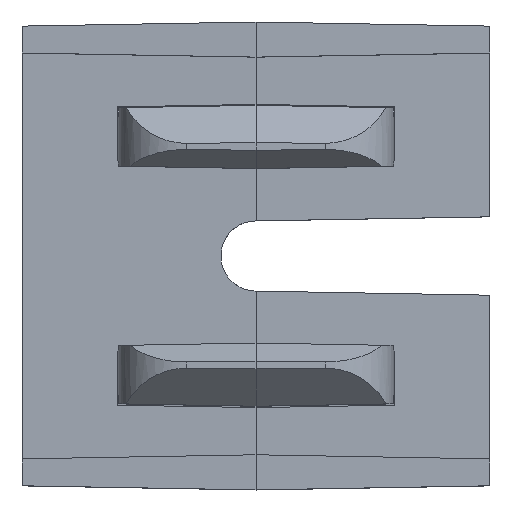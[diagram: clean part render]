
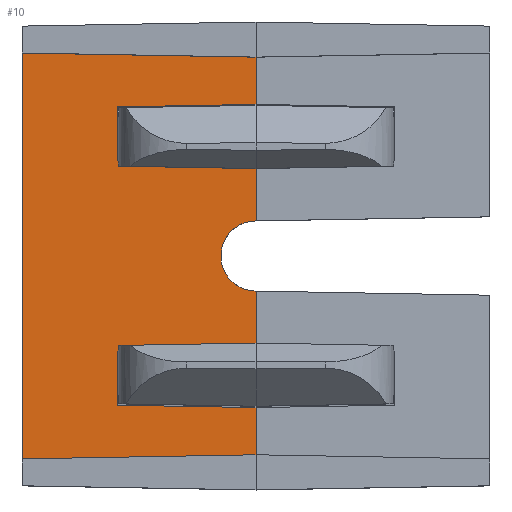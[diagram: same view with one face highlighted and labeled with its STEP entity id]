
A CAD part, top view. The second image highlights one B-rep face of the part: STEP entity #10.
In plain terms, the highlighted planar face has unit normal (-0.018, 0, 1).
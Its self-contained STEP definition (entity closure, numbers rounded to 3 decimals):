
#10 = ADVANCED_FACE ( 'NONE', ( #1477 ), #2448, .T. ) ;
#148 = LINE ( 'NONE', #3061, #157 ) ;
#157 = VECTOR ( 'NONE', #3331, 1000. ) ;
#162 = LINE ( 'NONE', #3360, #165 ) ;
#165 = VECTOR ( 'NONE', #3368, 1000. ) ;
#166 = LINE ( 'NONE', #2796, #176 ) ;
#174 = LINE ( 'NONE', #2823, #177 ) ;
#176 = VECTOR ( 'NONE', #2790, 1000. ) ;
#177 = VECTOR ( 'NONE', #2811, 1000. ) ;
#178 = LINE ( 'NONE', #2802, #183 ) ;
#179 = LINE ( 'NONE', #2789, #181 ) ;
#180 = LINE ( 'NONE', #2815, #185 ) ;
#181 = VECTOR ( 'NONE', #2780, 1000. ) ;
#182 = LINE ( 'NONE', #2771, #201 ) ;
#183 = VECTOR ( 'NONE', #2774, 1000. ) ;
#184 = LINE ( 'NONE', #2760, #187 ) ;
#185 = VECTOR ( 'NONE', #2756, 1000. ) ;
#186 = LINE ( 'NONE', #2747, #189 ) ;
#187 = VECTOR ( 'NONE', #2754, 1000. ) ;
#188 = LINE ( 'NONE', #2743, #191 ) ;
#189 = VECTOR ( 'NONE', #2746, 1000. ) ;
#190 = LINE ( 'NONE', #2738, #193 ) ;
#191 = VECTOR ( 'NONE', #2742, 1000. ) ;
#192 = LINE ( 'NONE', #2722, #195 ) ;
#193 = VECTOR ( 'NONE', #2732, 1000. ) ;
#194 = LINE ( 'NONE', #2725, #197 ) ;
#195 = VECTOR ( 'NONE', #2729, 1000. ) ;
#196 = LINE ( 'NONE', #2719, #199 ) ;
#197 = VECTOR ( 'NONE', #2721, 1000. ) ;
#199 = VECTOR ( 'NONE', #2714, 1000. ) ;
#201 = VECTOR ( 'NONE', #2703, 1000. ) ;
#750 = ORIENTED_EDGE ( 'NONE', *, *, #1120, .F. ) ;
#751 = ORIENTED_EDGE ( 'NONE', *, *, #1143, .T. ) ;
#752 = ORIENTED_EDGE ( 'NONE', *, *, #1142, .F. ) ;
#753 = ORIENTED_EDGE ( 'NONE', *, *, #1141, .T. ) ;
#754 = ORIENTED_EDGE ( 'NONE', *, *, #1124, .F. ) ;
#755 = ORIENTED_EDGE ( 'NONE', *, *, #1140, .T. ) ;
#756 = ORIENTED_EDGE ( 'NONE', *, *, #1139, .T. ) ;
#757 = ORIENTED_EDGE ( 'NONE', *, *, #1138, .F. ) ;
#758 = ORIENTED_EDGE ( 'NONE', *, *, #1137, .F. ) ;
#759 = ORIENTED_EDGE ( 'NONE', *, *, #1136, .T. ) ;
#760 = ORIENTED_EDGE ( 'NONE', *, *, #1135, .F. ) ;
#761 = ORIENTED_EDGE ( 'NONE', *, *, #1134, .T. ) ;
#762 = ORIENTED_EDGE ( 'NONE', *, *, #1133, .F. ) ;
#763 = ORIENTED_EDGE ( 'NONE', *, *, #1132, .F. ) ;
#764 = ORIENTED_EDGE ( 'NONE', *, *, #1131, .F. ) ;
#765 = ORIENTED_EDGE ( 'NONE', *, *, #1130, .F. ) ;
#1072 = AXIS2_PLACEMENT_3D ( 'NONE', #2449, #2444, #2443 ) ;
#1120 = EDGE_CURVE ( 'NONE', #1251, #1295, #148, .T. ) ;
#1124 = EDGE_CURVE ( 'NONE', #1262, #1924, #162, .T. ) ;
#1130 = EDGE_CURVE ( 'NONE', #1274, #1251, #174, .T. ) ;
#1131 = EDGE_CURVE ( 'NONE', #1315, #1274, #1215, .T. ) ;
#1132 = EDGE_CURVE ( 'NONE', #1256, #1315, #166, .T. ) ;
#1133 = EDGE_CURVE ( 'NONE', #1248, #1256, #179, .T. ) ;
#1134 = EDGE_CURVE ( 'NONE', #1248, #1835, #178, .T. ) ;
#1135 = EDGE_CURVE ( 'NONE', #1944, #1835, #180, .T. ) ;
#1136 = EDGE_CURVE ( 'NONE', #1944, #1277, #184, .T. ) ;
#1137 = EDGE_CURVE ( 'NONE', #2006, #1277, #186, .T. ) ;
#1138 = EDGE_CURVE ( 'NONE', #1302, #2006, #188, .T. ) ;
#1139 = EDGE_CURVE ( 'NONE', #1302, #1280, #190, .T. ) ;
#1140 = EDGE_CURVE ( 'NONE', #1280, #1924, #192, .T. ) ;
#1141 = EDGE_CURVE ( 'NONE', #1262, #1264, #194, .T. ) ;
#1142 = EDGE_CURVE ( 'NONE', #1257, #1264, #196, .T. ) ;
#1143 = EDGE_CURVE ( 'NONE', #1257, #1295, #182, .T. ) ;
#1215 =( BOUNDED_CURVE ( )  B_SPLINE_CURVE ( 3, ( #2812, #2806, #2805, #2818 ),
 .UNSPECIFIED., .F., .F. ) 
 B_SPLINE_CURVE_WITH_KNOTS ( ( 4, 4 ),
 ( 1.588, 4.695 ),
 .UNSPECIFIED. ) 
 CURVE ( )  GEOMETRIC_REPRESENTATION_ITEM ( )  RATIONAL_B_SPLINE_CURVE ( ( 1., 0.345, 0.345, 1. ) ) 
 REPRESENTATION_ITEM ( '' )  );
#1248 = VERTEX_POINT ( 'NONE', #2491 ) ;
#1251 = VERTEX_POINT ( 'NONE', #2510 ) ;
#1256 = VERTEX_POINT ( 'NONE', #2835 ) ;
#1257 = VERTEX_POINT ( 'NONE', #2834 ) ;
#1262 = VERTEX_POINT ( 'NONE', #2828 ) ;
#1264 = VERTEX_POINT ( 'NONE', #2826 ) ;
#1274 = VERTEX_POINT ( 'NONE', #2809 ) ;
#1277 = VERTEX_POINT ( 'NONE', #2804 ) ;
#1280 = VERTEX_POINT ( 'NONE', #2800 ) ;
#1295 = VERTEX_POINT ( 'NONE', #2781 ) ;
#1302 = VERTEX_POINT ( 'NONE', #2770 ) ;
#1315 = VERTEX_POINT ( 'NONE', #2750 ) ;
#1398 = EDGE_LOOP ( 'NONE', ( #765, #764, #763, #762, #761, #760, #759, #758, #757, #756, #755, #754, #753, #752, #751, #750 ) ) ;
#1477 = FACE_OUTER_BOUND ( 'NONE', #1398, .T. ) ;
#1835 = VERTEX_POINT ( 'NONE', #2724 ) ;
#1924 = VERTEX_POINT ( 'NONE', #2667 ) ;
#1944 = VERTEX_POINT ( 'NONE', #2652 ) ;
#2006 = VERTEX_POINT ( 'NONE', #2612 ) ;
#2443 = DIRECTION ( 'NONE',  ( 1., 0., 0.017 ) ) ;
#2444 = DIRECTION ( 'NONE',  ( -0.017, 0., 1. ) ) ;
#2448 = PLANE ( 'NONE',  #1072 ) ;
#2449 = CARTESIAN_POINT ( 'NONE',  ( 0., -8.5, 0.75 ) ) ;
#2491 = CARTESIAN_POINT ( 'NONE',  ( 0., 3.98, 0.75 ) ) ;
#2510 = CARTESIAN_POINT ( 'NONE',  ( 0., -1.5, 0.75 ) ) ;
#2612 = CARTESIAN_POINT ( 'NONE',  ( 0., 8.5, 0.75 ) ) ;
#2652 = CARTESIAN_POINT ( 'NONE',  ( -5.9, 6.377, 0.647 ) ) ;
#2667 = CARTESIAN_POINT ( 'NONE',  ( 0., -8.5, 0.75 ) ) ;
#2703 = DIRECTION ( 'NONE',  ( 1., 0.017, 0.017 ) ) ;
#2714 = DIRECTION ( 'NONE',  ( 0., -1., 0. ) ) ;
#2719 = CARTESIAN_POINT ( 'NONE',  ( -5.9, -8.5, 0.647 ) ) ;
#2721 = DIRECTION ( 'NONE',  ( -1., 0.017, -0.017 ) ) ;
#2722 = CARTESIAN_POINT ( 'NONE',  ( 0., -8.5, 0.75 ) ) ;
#2724 = CARTESIAN_POINT ( 'NONE',  ( -5.9, 4.083, 0.647 ) ) ;
#2725 = CARTESIAN_POINT ( 'NONE',  ( 0.035, -6.481, 0.751 ) ) ;
#2729 = DIRECTION ( 'NONE',  ( 1., 0.017, 0.017 ) ) ;
#2732 = DIRECTION ( 'NONE',  ( 0., -1., 0. ) ) ;
#2738 = CARTESIAN_POINT ( 'NONE',  ( -10., 10., 0.575 ) ) ;
#2742 = DIRECTION ( 'NONE',  ( 1., -0.017, 0.017 ) ) ;
#2743 = CARTESIAN_POINT ( 'NONE',  ( 0.297, 8.495, 0.755 ) ) ;
#2746 = DIRECTION ( 'NONE',  ( 0., -1., 0. ) ) ;
#2747 = CARTESIAN_POINT ( 'NONE',  ( 0., -8.5, 0.75 ) ) ;
#2750 = CARTESIAN_POINT ( 'NONE',  ( -0.026, 1.5, 0.75 ) ) ;
#2754 = DIRECTION ( 'NONE',  ( 1., 0.017, 0.017 ) ) ;
#2756 = DIRECTION ( 'NONE',  ( 0., -1., 0. ) ) ;
#2760 = CARTESIAN_POINT ( 'NONE',  ( -0.009, 6.48, 0.75 ) ) ;
#2770 = CARTESIAN_POINT ( 'NONE',  ( -10., 8.675, 0.575 ) ) ;
#2771 = CARTESIAN_POINT ( 'NONE',  ( -0.079, -3.981, 0.749 ) ) ;
#2774 = DIRECTION ( 'NONE',  ( -1., 0.017, -0.017 ) ) ;
#2780 = DIRECTION ( 'NONE',  ( 0., -1., 0. ) ) ;
#2781 = CARTESIAN_POINT ( 'NONE',  ( 0., -3.98, 0.75 ) ) ;
#2789 = CARTESIAN_POINT ( 'NONE',  ( 0., -8.5, 0.75 ) ) ;
#2790 = DIRECTION ( 'NONE',  ( -1., -0.017, -0.017 ) ) ;
#2796 = CARTESIAN_POINT ( 'NONE',  ( -0.174, 1.497, 0.747 ) ) ;
#2800 = CARTESIAN_POINT ( 'NONE',  ( -10., -8.675, 0.575 ) ) ;
#2802 = CARTESIAN_POINT ( 'NONE',  ( -5.909, 4.083, 0.647 ) ) ;
#2804 = CARTESIAN_POINT ( 'NONE',  ( 0., 6.48, 0.75 ) ) ;
#2805 = CARTESIAN_POINT ( 'NONE',  ( -2.924, -1.449, 0.699 ) ) ;
#2806 = CARTESIAN_POINT ( 'NONE',  ( -2.924, 1.449, 0.699 ) ) ;
#2809 = CARTESIAN_POINT ( 'NONE',  ( -0.026, -1.5, 0.75 ) ) ;
#2811 = DIRECTION ( 'NONE',  ( 1., -0.017, 0.017 ) ) ;
#2812 = CARTESIAN_POINT ( 'NONE',  ( -0.026, 1.5, 0.75 ) ) ;
#2815 = CARTESIAN_POINT ( 'NONE',  ( -5.9, -8.5, 0.647 ) ) ;
#2818 = CARTESIAN_POINT ( 'NONE',  ( -0.026, -1.5, 0.75 ) ) ;
#2823 = CARTESIAN_POINT ( 'NONE',  ( 0.122, -1.502, 0.752 ) ) ;
#2826 = CARTESIAN_POINT ( 'NONE',  ( -5.9, -6.377, 0.647 ) ) ;
#2828 = CARTESIAN_POINT ( 'NONE',  ( 0., -6.48, 0.75 ) ) ;
#2834 = CARTESIAN_POINT ( 'NONE',  ( -5.9, -4.083, 0.647 ) ) ;
#2835 = CARTESIAN_POINT ( 'NONE',  ( 0., 1.5, 0.75 ) ) ;
#3061 = CARTESIAN_POINT ( 'NONE',  ( 0., -8.5, 0.75 ) ) ;
#3331 = DIRECTION ( 'NONE',  ( 0., -1., 0. ) ) ;
#3360 = CARTESIAN_POINT ( 'NONE',  ( 0., -8.5, 0.75 ) ) ;
#3368 = DIRECTION ( 'NONE',  ( 0., -1., 0. ) ) ;
